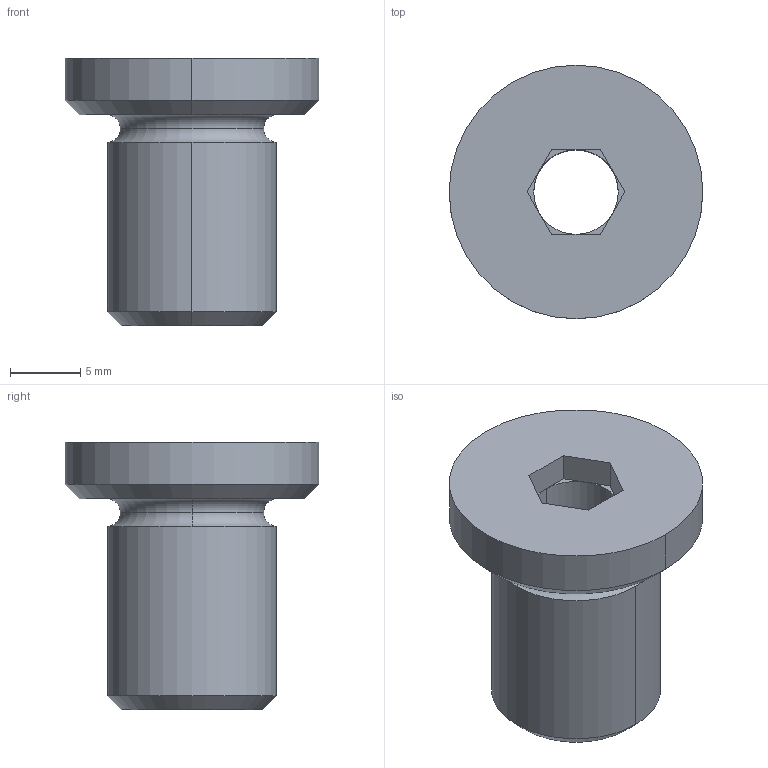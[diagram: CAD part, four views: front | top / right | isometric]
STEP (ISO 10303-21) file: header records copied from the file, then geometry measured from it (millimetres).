
FILE_DESCRIPTION(('STEP AP214'),'1');
FILE_NAME('HALDERN_EH_22400_0906.stp','2017-07-04T09:20:55',('TraceParts'),('TraceParts S.A.'),'Spatial InterOp 3D',' ',' ');
FILE_SCHEMA(('automotive_design'));
Length unit declared in the file: millimetre
Products named in the file (1): HALDERN_EH_22400_0906
Bounding box: 18 x 18 x 19 mm (x, y, z)
Volume: 2031.8 mm3; surface area: 1600.8 mm2
Topology: 1 solids, 1 shells, 37 faces, 81 edges, 47 vertices
Faces by surface type: plane 15, cylinder 10, cone 8, torus 4
Entity records: 1322 total; most frequent: DIRECTION 196, CARTESIAN_POINT 166, ORIENTED_EDGE 162, EDGE_CURVE 81, AXIS2_PLACEMENT_3D 77, VERTEX_POINT 47, LINE 42, VECTOR 42
